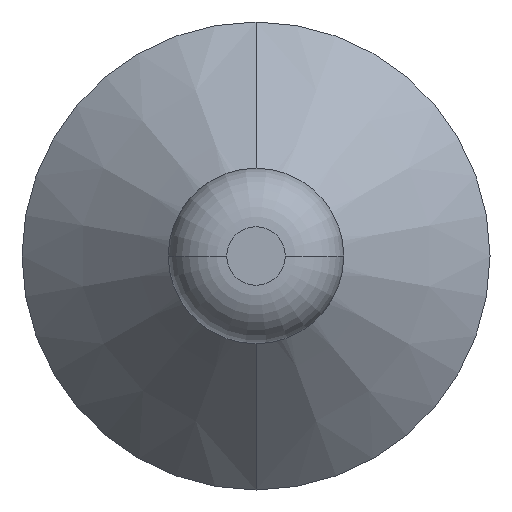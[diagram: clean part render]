
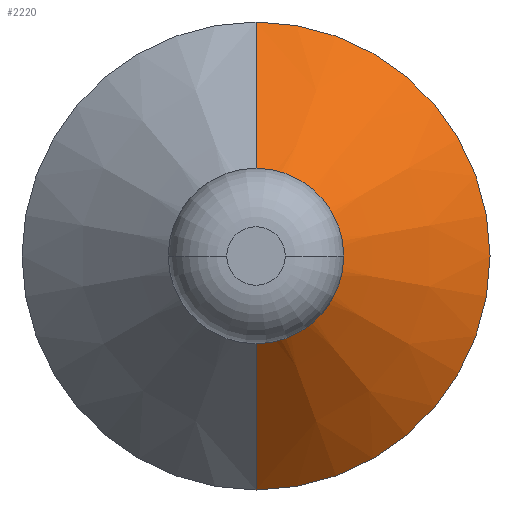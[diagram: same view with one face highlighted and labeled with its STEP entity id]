
A CAD part, front view. The second image highlights one B-rep face of the part: STEP entity #2220.
In plain terms, the highlighted conical face has half-angle 45 degrees and reference radius 0.255 mm.
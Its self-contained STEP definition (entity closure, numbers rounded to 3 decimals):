
#36 = VECTOR ( 'NONE', #1903, 1000. ) ;
#104 = EDGE_CURVE ( 'NONE', #3068, #2503, #731, .T. ) ;
#128 = CIRCLE ( 'NONE', #782, 1. ) ;
#142 = CARTESIAN_POINT ( 'NONE',  ( 0., 2.945, 0. ) ) ;
#299 = DIRECTION ( 'NONE',  ( 0., -1., 0. ) ) ;
#502 = CARTESIAN_POINT ( 'NONE',  ( 0., 2.2, -0.255 ) ) ;
#579 = EDGE_CURVE ( 'Defeature ausgef�hrt1_8+Defeature ausgef�hrt1_7+Defeature ausgef�hrt1_7+Defeature ausgef�hrt1_7', #1840, #3068, #3189, .T. ) ;
#652 = DIRECTION ( 'NONE',  ( 0., 1., 0. ) ) ;
#668 = FACE_OUTER_BOUND ( 'NONE', #1600, .T. ) ;
#731 = LINE ( 'NONE', #1375, #1958 ) ;
#782 = AXIS2_PLACEMENT_3D ( 'NONE', #142, #3231, #2719 ) ;
#922 = CARTESIAN_POINT ( 'NONE',  ( 0., 2.2, 0.255 ) ) ;
#927 = DIRECTION ( 'NONE',  ( 0., 0., 1. ) ) ;
#1005 = ORIENTED_EDGE ( 'NONE', *, *, #579, .F. ) ;
#1006 = AXIS2_PLACEMENT_3D ( 'NONE', #1669, #299, #2858 ) ;
#1094 = EDGE_CURVE ( 'Defeature ausgef�hrt1_7+Defeature ausgef�hrt1_6+Defeature ausgef�hrt1_6+Defeature ausgef�hrt1_6', #1573, #2503, #128, .T. ) ;
#1172 = CARTESIAN_POINT ( 'NONE',  ( 0., 2.2, 0. ) ) ;
#1348 = DIRECTION ( 'NONE',  ( 0., 0.707, 0.707 ) ) ;
#1375 = CARTESIAN_POINT ( 'NONE',  ( 0., 2.2, 0.255 ) ) ;
#1573 = VERTEX_POINT ( 'NONE', #2396 ) ;
#1600 = EDGE_LOOP ( 'NONE', ( #1005, #2290, #2409, #3214 ) ) ;
#1669 = CARTESIAN_POINT ( 'NONE',  ( 0., 2.2, 0. ) ) ;
#1808 = AXIS2_PLACEMENT_3D ( 'NONE', #1172, #652, #927 ) ;
#1840 = VERTEX_POINT ( 'NONE', #502 ) ;
#1903 = DIRECTION ( 'NONE',  ( 0., 0.707, -0.707 ) ) ;
#1958 = VECTOR ( 'NONE', #1348, 1000. ) ;
#2150 = CARTESIAN_POINT ( 'NONE',  ( 0., 2.2, -0.255 ) ) ;
#2220 = ADVANCED_FACE ( 'Defeature ausgef�hrt1_7', ( #668 ), #3044, .T. ) ;
#2290 = ORIENTED_EDGE ( 'NONE', *, *, #2594, .T. ) ;
#2396 = CARTESIAN_POINT ( 'NONE',  ( 0., 2.945, -1. ) ) ;
#2409 = ORIENTED_EDGE ( 'NONE', *, *, #1094, .T. ) ;
#2503 = VERTEX_POINT ( 'NONE', #3110 ) ;
#2594 = EDGE_CURVE ( 'NONE', #1840, #1573, #3292, .T. ) ;
#2719 = DIRECTION ( 'NONE',  ( 0., 0., -1. ) ) ;
#2858 = DIRECTION ( 'NONE',  ( 0., 0., -1. ) ) ;
#3044 = CONICAL_SURFACE ( 'NONE', #1808, 0.255, 0.785 ) ;
#3068 = VERTEX_POINT ( 'NONE', #922 ) ;
#3110 = CARTESIAN_POINT ( 'NONE',  ( 0., 2.945, 1. ) ) ;
#3189 = CIRCLE ( 'NONE', #1006, 0.255 ) ;
#3214 = ORIENTED_EDGE ( 'NONE', *, *, #104, .F. ) ;
#3231 = DIRECTION ( 'NONE',  ( 0., -1., 0. ) ) ;
#3292 = LINE ( 'NONE', #2150, #36 ) ;
